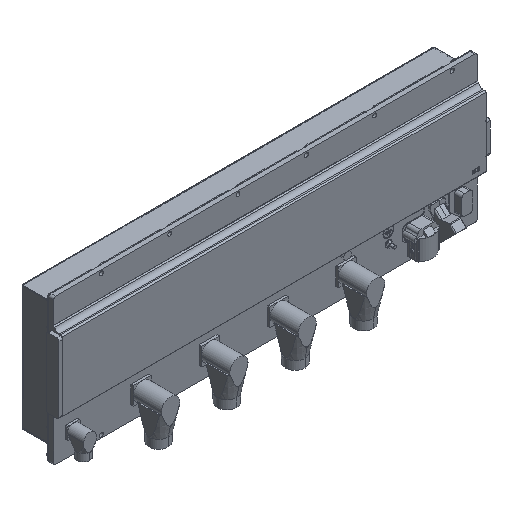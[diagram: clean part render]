
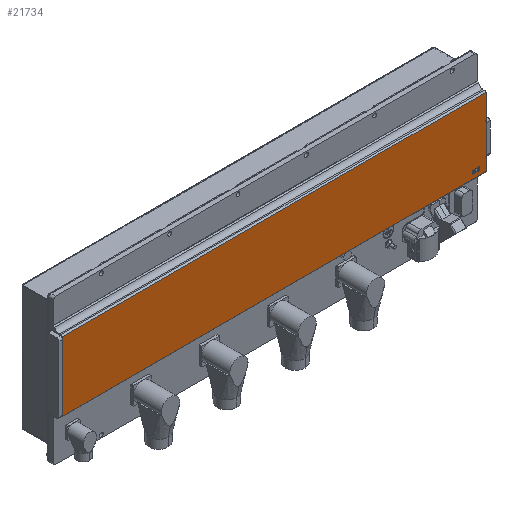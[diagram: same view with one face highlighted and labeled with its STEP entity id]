
A CAD part, isometric view. The second image highlights one B-rep face of the part: STEP entity #21734.
In plain terms, the highlighted face is planar.
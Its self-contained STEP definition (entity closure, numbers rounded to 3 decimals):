
#466 = ORIENTED_EDGE ( 'NONE', *, *, #2564, .T. ) ;
#910 = VERTEX_POINT ( 'NONE', #14934 ) ;
#1298 = LINE ( 'NONE', #25420, #22786 ) ;
#1314 = DIRECTION ( 'NONE',  ( 0., 1., 0. ) ) ;
#2564 = EDGE_CURVE ( 'NONE', #910, #23158, #13028, .T. ) ;
#3049 = CARTESIAN_POINT ( 'NONE',  ( 0., 118.5, -1.1 ) ) ;
#3336 = AXIS2_PLACEMENT_3D ( 'NONE', #23199, #13337, #1314 ) ;
#3520 = DIRECTION ( 'NONE',  ( 0., 1., 0. ) ) ;
#3569 = DIRECTION ( 'NONE',  ( 0., 1., 0. ) ) ;
#3639 = CARTESIAN_POINT ( 'NONE',  ( 930., 64.871, -1.1 ) ) ;
#4477 = VECTOR ( 'NONE', #11736, 1000. ) ;
#4921 = VERTEX_POINT ( 'NONE', #7297 ) ;
#5311 = EDGE_CURVE ( 'NONE', #4921, #22430, #24453, .T. ) ;
#6106 = VECTOR ( 'NONE', #22420, 1000. ) ;
#6335 = LINE ( 'NONE', #11048, #7861 ) ;
#6476 = ORIENTED_EDGE ( 'NONE', *, *, #26568, .F. ) ;
#7297 = CARTESIAN_POINT ( 'NONE',  ( 0., 186.679, -1.1 ) ) ;
#7300 = ORIENTED_EDGE ( 'NONE', *, *, #25981, .F. ) ;
#7356 = ORIENTED_EDGE ( 'NONE', *, *, #12504, .T. ) ;
#7524 = CARTESIAN_POINT ( 'NONE',  ( 0., 218., -1.1 ) ) ;
#7861 = VECTOR ( 'NONE', #26169, 1000. ) ;
#9959 = EDGE_LOOP ( 'NONE', ( #12257, #24986, #466, #6476, #7356, #25821, #12989, #7300 ) ) ;
#10044 = VERTEX_POINT ( 'NONE', #22020 ) ;
#10922 = CARTESIAN_POINT ( 'NONE',  ( 0., 64.871, -1.1 ) ) ;
#11048 = CARTESIAN_POINT ( 'NONE',  ( 1100., 64.871, -1.1 ) ) ;
#11723 = DIRECTION ( 'NONE',  ( 1., 0., 0. ) ) ;
#11736 = DIRECTION ( 'NONE',  ( 0., -1., 0. ) ) ;
#12257 = ORIENTED_EDGE ( 'NONE', *, *, #25129, .T. ) ;
#12504 = EDGE_CURVE ( 'NONE', #18424, #4921, #21753, .T. ) ;
#12888 = LINE ( 'NONE', #17799, #22606 ) ;
#12989 = ORIENTED_EDGE ( 'NONE', *, *, #24286, .T. ) ;
#13028 = LINE ( 'NONE', #14944, #6106 ) ;
#13121 = CARTESIAN_POINT ( 'NONE',  ( 0., 216.129, -1.1 ) ) ;
#13337 = DIRECTION ( 'NONE',  ( 0., 0., 1. ) ) ;
#13491 = FACE_OUTER_BOUND ( 'NONE', #9959, .T. ) ;
#13568 = CARTESIAN_POINT ( 'NONE',  ( 0., 121.321, -1.1 ) ) ;
#13631 = LINE ( 'NONE', #23492, #20092 ) ;
#14440 = CARTESIAN_POINT ( 'NONE',  ( 0., 218., -1.1 ) ) ;
#14571 = LINE ( 'NONE', #7524, #28621 ) ;
#14934 = CARTESIAN_POINT ( 'NONE',  ( 930., 215.179, -1.1 ) ) ;
#14944 = CARTESIAN_POINT ( 'NONE',  ( 930., 218., -1.1 ) ) ;
#17281 = DIRECTION ( 'NONE',  ( 0., -1., 0. ) ) ;
#17799 = CARTESIAN_POINT ( 'NONE',  ( 930., 218., -1.1 ) ) ;
#18005 = VECTOR ( 'NONE', #17281, 1000. ) ;
#18424 = VERTEX_POINT ( 'NONE', #13121 ) ;
#20092 = VECTOR ( 'NONE', #11723, 1000. ) ;
#21734 = ADVANCED_FACE ( 'NONE', ( #13491 ), #30088, .T. ) ;
#21753 = LINE ( 'NONE', #14440, #4477 ) ;
#21844 = CARTESIAN_POINT ( 'NONE',  ( 930., 216.129, -1.1 ) ) ;
#22020 = CARTESIAN_POINT ( 'NONE',  ( 930., 67.821, -1.1 ) ) ;
#22420 = DIRECTION ( 'NONE',  ( 0., 1., 0. ) ) ;
#22430 = VERTEX_POINT ( 'NONE', #13568 ) ;
#22606 = VECTOR ( 'NONE', #3569, 1000. ) ;
#22786 = VECTOR ( 'NONE', #3520, 1000. ) ;
#23158 = VERTEX_POINT ( 'NONE', #21844 ) ;
#23199 = CARTESIAN_POINT ( 'NONE',  ( 0., 0., -1.1 ) ) ;
#23492 = CARTESIAN_POINT ( 'NONE',  ( 1100., 216.129, -1.1 ) ) ;
#24286 = EDGE_CURVE ( 'NONE', #22430, #27928, #14571, .T. ) ;
#24432 = DIRECTION ( 'NONE',  ( 0., -1., 0. ) ) ;
#24453 = LINE ( 'NONE', #3049, #18005 ) ;
#24682 = VERTEX_POINT ( 'NONE', #3639 ) ;
#24986 = ORIENTED_EDGE ( 'NONE', *, *, #30286, .T. ) ;
#25129 = EDGE_CURVE ( 'NONE', #24682, #10044, #12888, .T. ) ;
#25420 = CARTESIAN_POINT ( 'NONE',  ( 930., 218., -1.1 ) ) ;
#25821 = ORIENTED_EDGE ( 'NONE', *, *, #5311, .T. ) ;
#25981 = EDGE_CURVE ( 'NONE', #24682, #27928, #6335, .T. ) ;
#26169 = DIRECTION ( 'NONE',  ( -1., 0., 0. ) ) ;
#26568 = EDGE_CURVE ( 'NONE', #18424, #23158, #13631, .T. ) ;
#27928 = VERTEX_POINT ( 'NONE', #10922 ) ;
#28621 = VECTOR ( 'NONE', #24432, 1000. ) ;
#30088 = PLANE ( 'NONE',  #3336 ) ;
#30286 = EDGE_CURVE ( 'NONE', #10044, #910, #1298, .T. ) ;
